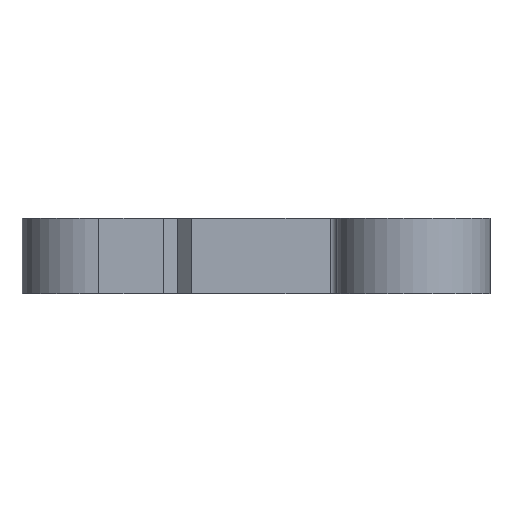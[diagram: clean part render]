
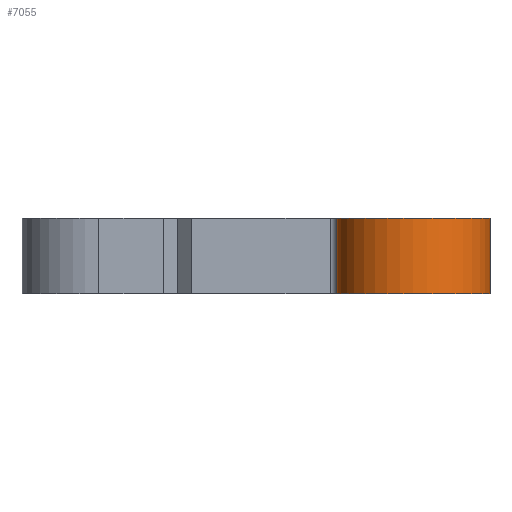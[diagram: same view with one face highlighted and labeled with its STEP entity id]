
A CAD part, front view. The second image highlights one B-rep face of the part: STEP entity #7055.
In plain terms, the highlighted cylindrical face has radius 6.2 mm (diameter 12.4 mm), a partial arc.
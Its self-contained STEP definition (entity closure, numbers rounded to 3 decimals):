
#92 = VECTOR ( 'NONE', #3330, 1000. ) ;
#101 = LINE ( 'NONE', #3372, #92 ) ;
#295 = AXIS2_PLACEMENT_3D ( 'NONE', #5245, #11911, #6224 ) ;
#887 = CIRCLE ( 'NONE', #3681, 6.2 ) ;
#959 = VERTEX_POINT ( 'NONE', #8927 ) ;
#1111 = VERTEX_POINT ( 'NONE', #5480 ) ;
#1131 = ORIENTED_EDGE ( 'NONE', *, *, #2961, .F. ) ;
#2757 = VERTEX_POINT ( 'NONE', #8608 ) ;
#2961 = EDGE_CURVE ( 'NONE', #959, #8674, #3385, .T. ) ;
#3330 = DIRECTION ( 'NONE',  ( 0., 0., 1. ) ) ;
#3371 = VECTOR ( 'NONE', #7476, 1000. ) ;
#3372 = CARTESIAN_POINT ( 'NONE',  ( 6.2, -50.8, -76.692 ) ) ;
#3385 = LINE ( 'NONE', #7541, #3371 ) ;
#3519 = CIRCLE ( 'NONE', #295, 6.2 ) ;
#3606 = EDGE_CURVE ( 'NONE', #1111, #2757, #101, .T. ) ;
#3681 = AXIS2_PLACEMENT_3D ( 'NONE', #11548, #5864, #12558 ) ;
#4026 = CARTESIAN_POINT ( 'NONE',  ( 0., -50.8, -76.692 ) ) ;
#4258 = ORIENTED_EDGE ( 'NONE', *, *, #10060, .F. ) ;
#5245 = CARTESIAN_POINT ( 'NONE',  ( 0., -50.8, 3.05 ) ) ;
#5480 = CARTESIAN_POINT ( 'NONE',  ( 6.2, -50.8, -3.05 ) ) ;
#5864 = DIRECTION ( 'NONE',  ( 0., 0., -1. ) ) ;
#6189 = EDGE_LOOP ( 'NONE', ( #7199, #8558, #1131, #4258 ) ) ;
#6224 = DIRECTION ( 'NONE',  ( 1., 0., 0. ) ) ;
#6868 = DIRECTION ( 'NONE',  ( 1., 0., 0. ) ) ;
#7055 = ADVANCED_FACE ( 'NONE', ( #7757 ), #7671, .T. ) ;
#7199 = ORIENTED_EDGE ( 'NONE', *, *, #3606, .T. ) ;
#7476 = DIRECTION ( 'NONE',  ( 0., 0., 1. ) ) ;
#7541 = CARTESIAN_POINT ( 'NONE',  ( -6.2, -50.8, -76.692 ) ) ;
#7671 = CYLINDRICAL_SURFACE ( 'NONE', #8412, 6.2 ) ;
#7757 = FACE_OUTER_BOUND ( 'NONE', #6189, .T. ) ;
#8412 = AXIS2_PLACEMENT_3D ( 'NONE', #4026, #10687, #6868 ) ;
#8558 = ORIENTED_EDGE ( 'NONE', *, *, #12454, .F. ) ;
#8608 = CARTESIAN_POINT ( 'NONE',  ( 6.2, -50.8, 3.05 ) ) ;
#8674 = VERTEX_POINT ( 'NONE', #10074 ) ;
#8927 = CARTESIAN_POINT ( 'NONE',  ( -6.2, -50.8, -3.05 ) ) ;
#10060 = EDGE_CURVE ( 'NONE', #1111, #959, #887, .T. ) ;
#10074 = CARTESIAN_POINT ( 'NONE',  ( -6.2, -50.8, 3.05 ) ) ;
#10687 = DIRECTION ( 'NONE',  ( 0., 0., 1. ) ) ;
#11548 = CARTESIAN_POINT ( 'NONE',  ( 0., -50.8, -3.05 ) ) ;
#11911 = DIRECTION ( 'NONE',  ( 0., 0., 1. ) ) ;
#12454 = EDGE_CURVE ( 'NONE', #8674, #2757, #3519, .T. ) ;
#12558 = DIRECTION ( 'NONE',  ( 1., 0., 0. ) ) ;
